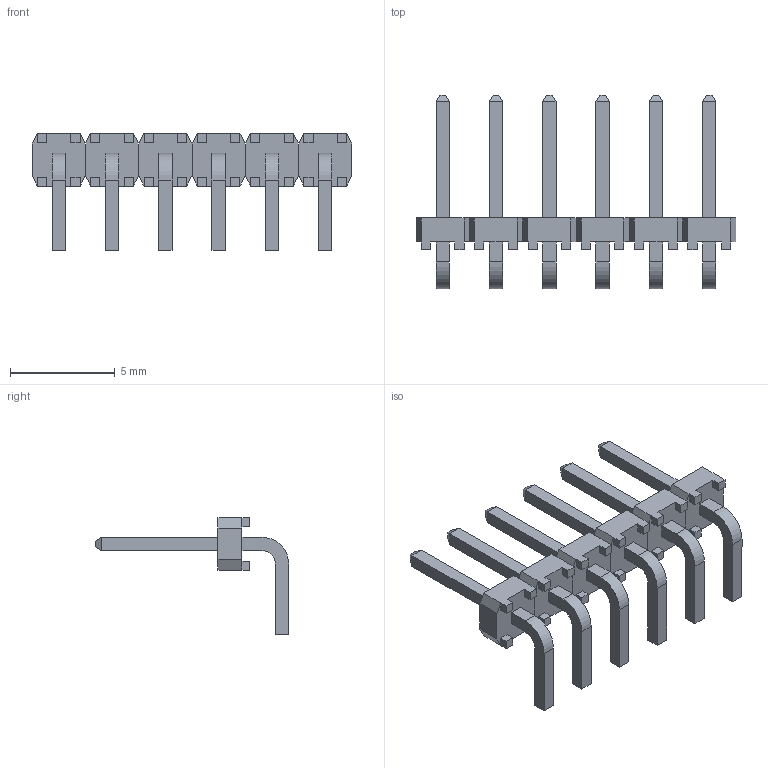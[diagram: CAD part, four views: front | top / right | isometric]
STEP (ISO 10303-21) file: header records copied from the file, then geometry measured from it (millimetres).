
FILE_DESCRIPTION((''),'2;1');
FILE_NAME('SAMTEC_TLW-106-01-G-S-RA.stp','2015-02-17T12:46:27',(''),(''),'Mechanical Desktop 2011','Mechanical Desktop 2011',', , ');
FILE_SCHEMA(('AUTOMOTIVE_DESIGN { 1 2 10303 214 1 1 1 1 }'));
Length unit declared in the file: millimetre
Products named in the file (1): Product
Bounding box: 15.24 x 9.21 x 5.54 mm (x, y, z)
Volume: 71.2 mm3; surface area: 336.7 mm2
Topology: 18 solids, 18 shells, 276 faces, 678 edges, 438 vertices
Faces by surface type: plane 156, bspline 108, cylinder 12
Entity records: 7965 total; most frequent: CARTESIAN_POINT 1717, ORIENTED_EDGE 1356, DIRECTION 1040, EDGE_CURVE 678, VECTOR 654, LINE 654, VERTEX_POINT 438, EDGE_LOOP 276
